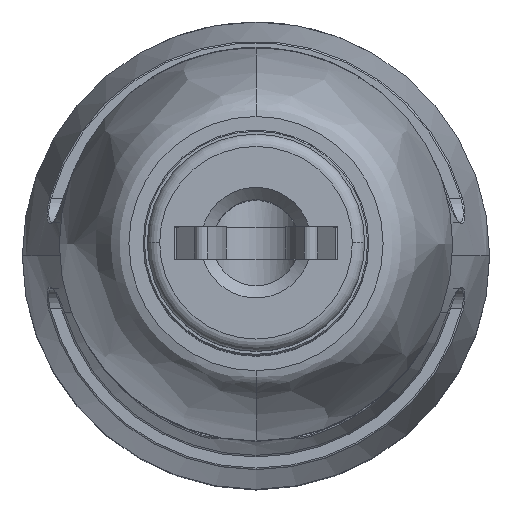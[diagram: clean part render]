
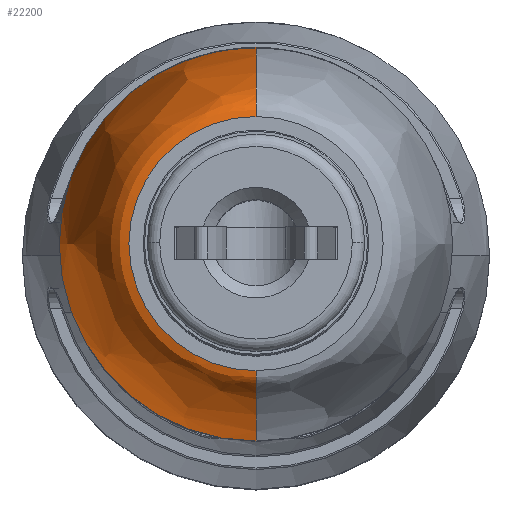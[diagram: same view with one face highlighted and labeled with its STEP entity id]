
A CAD part, top view. The second image highlights one B-rep face of the part: STEP entity #22200.
In plain terms, the highlighted free-form (B-spline) face has degree [3, 3] with [6, 4] control points.
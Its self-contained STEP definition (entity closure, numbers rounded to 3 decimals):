
#942 = B_SPLINE_CURVE_WITH_KNOTS ( 'NONE', 3,
 ( #30447, #30540, #30632, #30507, #30442, #30405 ),
 .UNSPECIFIED., .F., .F.,
 ( 4, 1, 1, 4 ),
 ( 0., 0.429, 0.529, 1. ),
 .UNSPECIFIED. ) ;
#1837 = CARTESIAN_POINT ( 'NONE',  ( 10.153, -4.759, 0. ) ) ;
#2671 = CARTESIAN_POINT ( 'NONE',  ( 4.822, 3.1, 0. ) ) ;
#3181 = CARTESIAN_POINT ( 'NONE',  ( 4.822, -3.1, 0. ) ) ;
#3217 = CARTESIAN_POINT ( 'NONE',  ( 4.822, -3.71, 0. ) ) ;
#3257 = CARTESIAN_POINT ( 'NONE',  ( 6.753, -4.294, 0. ) ) ;
#3291 = CARTESIAN_POINT ( 'NONE',  ( 13.822, -4.8, 0. ) ) ;
#3320 = CARTESIAN_POINT ( 'NONE',  ( 10.153, -4.759, 0. ) ) ;
#3489 = ORIENTED_EDGE ( 'NONE', *, *, #7482, .F. ) ;
#3657 = DIRECTION ( 'NONE',  ( 0., 0., 1. ) ) ;
#3834 = DIRECTION ( 'NONE',  ( -1., 0., 0. ) ) ;
#3869 = CARTESIAN_POINT ( 'NONE',  ( 13.822, 0., 0. ) ) ;
#3962 = CARTESIAN_POINT ( 'NONE',  ( 4.822, -3.1, 0. ) ) ;
#4181 = CARTESIAN_POINT ( 'NONE',  ( 13.398, -4.8, 0. ) ) ;
#4232 = CARTESIAN_POINT ( 'NONE',  ( 6.753, 4.294, -8.588 ) ) ;
#4860 = AXIS2_PLACEMENT_3D ( 'NONE', #19732, #15500, #11572 ) ;
#6519 = CARTESIAN_POINT ( 'NONE',  ( 13.822, -4.8, -9.6 ) ) ;
#6618 = CARTESIAN_POINT ( 'NONE',  ( 6.753, -4.294, 0. ) ) ;
#7293 = EDGE_CURVE ( 'NONE', #19773, #22532, #29193, .T. ) ;
#7329 = EDGE_CURVE ( 'NONE', #22532, #21892, #13358, .T. ) ;
#7482 = EDGE_CURVE ( 'NONE', #22383, #21892, #28261, .T. ) ;
#7532 = EDGE_CURVE ( 'NONE', #18841, #22383, #942, .T. ) ;
#7539 = EDGE_CURVE ( 'NONE', #18841, #19773, #27740, .T. ) ;
#8961 = CARTESIAN_POINT ( 'NONE',  ( 13.398, 4.8, 0. ) ) ;
#9072 = CARTESIAN_POINT ( 'NONE',  ( 4.822, 3.71, -7.421 ) ) ;
#11278 = CARTESIAN_POINT ( 'NONE',  ( 13.822, 4.8, 0. ) ) ;
#11389 = CARTESIAN_POINT ( 'NONE',  ( 13.398, -4.8, -9.6 ) ) ;
#11487 = CARTESIAN_POINT ( 'NONE',  ( 4.822, -3.71, 0. ) ) ;
#11572 = DIRECTION ( 'NONE',  ( 0., 0., 1. ) ) ;
#13358 = B_SPLINE_CURVE_WITH_KNOTS ( 'NONE', 3,
 ( #3291, #4181, #3320, #3257, #3217, #3181 ),
 .UNSPECIFIED., .F., .F.,
 ( 4, 1, 1, 4 ),
 ( 0., 0.429, 0.529, 1. ),
 .UNSPECIFIED. ) ;
#13872 = CARTESIAN_POINT ( 'NONE',  ( 10.153, 4.759, 0. ) ) ;
#13976 = CARTESIAN_POINT ( 'NONE',  ( 4.822, 3.1, -6.2 ) ) ;
#14003 = AXIS2_PLACEMENT_3D ( 'NONE', #30064, #29967, #30119 ) ;
#14573 = ORIENTED_EDGE ( 'NONE', *, *, #7539, .T. ) ;
#15500 = DIRECTION ( 'NONE',  ( -1., 0., 0. ) ) ;
#16005 = AXIS2_PLACEMENT_3D ( 'NONE', #3869, #3834, #3657 ) ;
#16302 = CARTESIAN_POINT ( 'NONE',  ( 10.153, -4.759, -9.518 ) ) ;
#16317 = ORIENTED_EDGE ( 'NONE', *, *, #7293, .T. ) ;
#16395 = CARTESIAN_POINT ( 'NONE',  ( 4.822, -3.1, 0. ) ) ;
#16799 = ORIENTED_EDGE ( 'NONE', *, *, #7329, .T. ) ;
#18679 = CARTESIAN_POINT ( 'NONE',  ( 6.753, 4.294, 0. ) ) ;
#18841 = VERTEX_POINT ( 'NONE', #20637 ) ;
#19732 = CARTESIAN_POINT ( 'NONE',  ( 4.822, 0., 0. ) ) ;
#19773 = VERTEX_POINT ( 'NONE', #25441 ) ;
#20637 = CARTESIAN_POINT ( 'NONE',  ( 13.822, 4.8, 0. ) ) ;
#20833 = FACE_OUTER_BOUND ( 'NONE', #29312, .T. ) ;
#20939 = CARTESIAN_POINT ( 'NONE',  ( 13.822, 4.8, -9.6 ) ) ;
#21038 = CARTESIAN_POINT ( 'NONE',  ( 6.753, -4.294, -8.588 ) ) ;
#21892 = VERTEX_POINT ( 'NONE', #3962 ) ;
#22200 = ADVANCED_FACE ( 'NONE', ( #20833 ), #28100, .F. ) ;
#22383 = VERTEX_POINT ( 'NONE', #2671 ) ;
#22532 = VERTEX_POINT ( 'NONE', #29942 ) ;
#23341 = CARTESIAN_POINT ( 'NONE',  ( 13.822, -4.8, 0. ) ) ;
#23444 = CARTESIAN_POINT ( 'NONE',  ( 4.822, 3.71, 0. ) ) ;
#25441 = CARTESIAN_POINT ( 'NONE',  ( 13.822, 0., -4.8 ) ) ;
#25680 = CARTESIAN_POINT ( 'NONE',  ( 13.398, 4.8, -9.6 ) ) ;
#25785 = CARTESIAN_POINT ( 'NONE',  ( 4.822, -3.71, -7.421 ) ) ;
#27740 = CIRCLE ( 'NONE', #14003, 4.8 ) ;
#28022 = CARTESIAN_POINT ( 'NONE',  ( 13.398, -4.8, 0. ) ) ;
#28100 =( BOUNDED_SURFACE ( )  B_SPLINE_SURFACE ( 3, 3, ( 
 ( #11278, #20939, #6519, #23341 ),
 ( #8961, #25680, #11389, #28022 ),
 ( #13872, #30247, #16302, #1837 ),
 ( #18679, #4232, #21038, #6618 ),
 ( #23444, #9072, #25785, #11487 ),
 ( #28121, #13976, #30333, #16395 ) ),
 .UNSPECIFIED., .F., .F., .T. ) 
 B_SPLINE_SURFACE_WITH_KNOTS ( ( 4, 1, 1, 4 ),
 ( 4, 4 ),
 ( 0., 0.429, 0.529, 1. ),
 ( 0., 1. ),
 .UNSPECIFIED. ) 
 GEOMETRIC_REPRESENTATION_ITEM ( )  RATIONAL_B_SPLINE_SURFACE ( (
 ( 1., 0.333, 0.333, 1.),
 ( 1., 0.333, 0.333, 1.),
 ( 1., 0.333, 0.333, 1.),
 ( 1., 0.333, 0.333, 1.),
 ( 1., 0.333, 0.333, 1.),
 ( 1., 0.333, 0.333, 1.) ) ) 
 REPRESENTATION_ITEM ( '' )  SURFACE ( )  );
#28121 = CARTESIAN_POINT ( 'NONE',  ( 4.822, 3.1, 0. ) ) ;
#28261 = CIRCLE ( 'NONE', #4860, 3.1 ) ;
#29193 = CIRCLE ( 'NONE', #16005, 4.8 ) ;
#29312 = EDGE_LOOP ( 'NONE', ( #16317, #16799, #3489, #30472, #14573 ) ) ;
#29942 = CARTESIAN_POINT ( 'NONE',  ( 13.822, -4.8, 0. ) ) ;
#29967 = DIRECTION ( 'NONE',  ( -1., 0., 0. ) ) ;
#30064 = CARTESIAN_POINT ( 'NONE',  ( 13.822, 0., 0. ) ) ;
#30119 = DIRECTION ( 'NONE',  ( 0., 0., 1. ) ) ;
#30247 = CARTESIAN_POINT ( 'NONE',  ( 10.153, 4.759, -9.518 ) ) ;
#30333 = CARTESIAN_POINT ( 'NONE',  ( 4.822, -3.1, -6.2 ) ) ;
#30405 = CARTESIAN_POINT ( 'NONE',  ( 4.822, 3.1, 0. ) ) ;
#30442 = CARTESIAN_POINT ( 'NONE',  ( 4.822, 3.71, 0. ) ) ;
#30447 = CARTESIAN_POINT ( 'NONE',  ( 13.822, 4.8, 0. ) ) ;
#30472 = ORIENTED_EDGE ( 'NONE', *, *, #7532, .F. ) ;
#30507 = CARTESIAN_POINT ( 'NONE',  ( 6.753, 4.294, 0. ) ) ;
#30540 = CARTESIAN_POINT ( 'NONE',  ( 13.398, 4.8, 0. ) ) ;
#30632 = CARTESIAN_POINT ( 'NONE',  ( 10.153, 4.759, 0. ) ) ;
